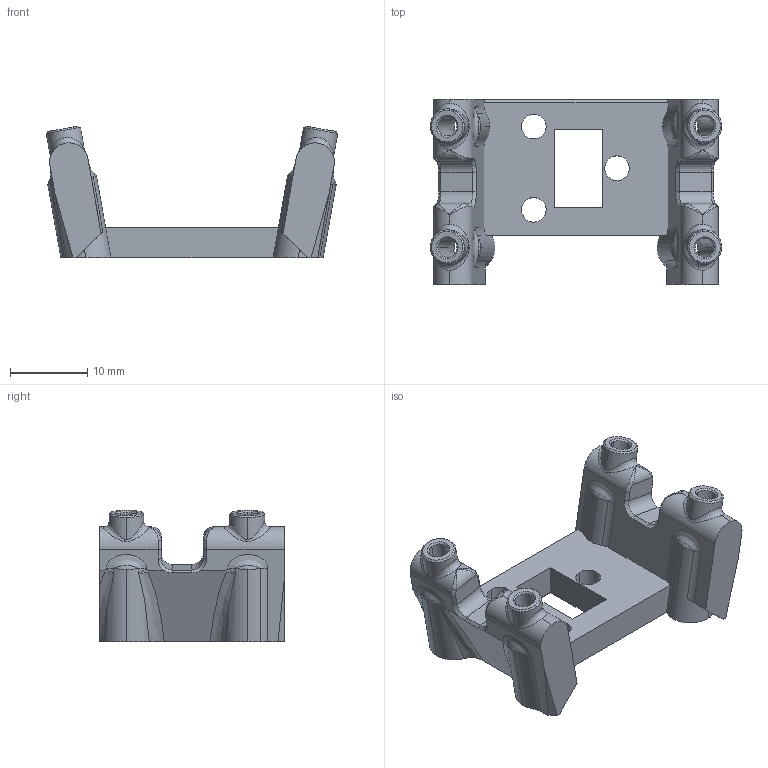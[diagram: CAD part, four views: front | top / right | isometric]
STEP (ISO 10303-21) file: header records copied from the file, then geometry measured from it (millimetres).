
FILE_DESCRIPTION(('CATIA V5 STEP Exchange'),'2;1');
FILE_NAME('SLiM_-_PCB_Klicky_XolToolheadHeight_STD.stp','2023-12-02T05:08:44+00:00',('none'),('none'),'CATIA Version 5-6 Release 2016 SP4','CATIA V5 STEP AP203','none');
FILE_SCHEMA(('CONFIG_CONTROL_DESIGN'));
Length unit declared in the file: millimetre
Products named in the file (1): PCB Klicky Carrier - Xol Toolhead RapidoDragon
Bounding box: 37.83 x 24 x 17.12 mm (x, y, z)
Volume: 3940 mm3; surface area: 3768.5 mm2
Topology: 1 solids, 1 shells, 225 faces, 617 edges, 384 vertices
Faces by surface type: cylinder 95, plane 54, bspline 36, cone 32, revolution 8
Entity records: 8698 total; most frequent: CARTESIAN_POINT 3720, ORIENTED_EDGE 1206, DIRECTION 717, EDGE_CURVE 603, VERTEX_POINT 384, AXIS2_PLACEMENT_3D 296, VECTOR 253, LINE 253
